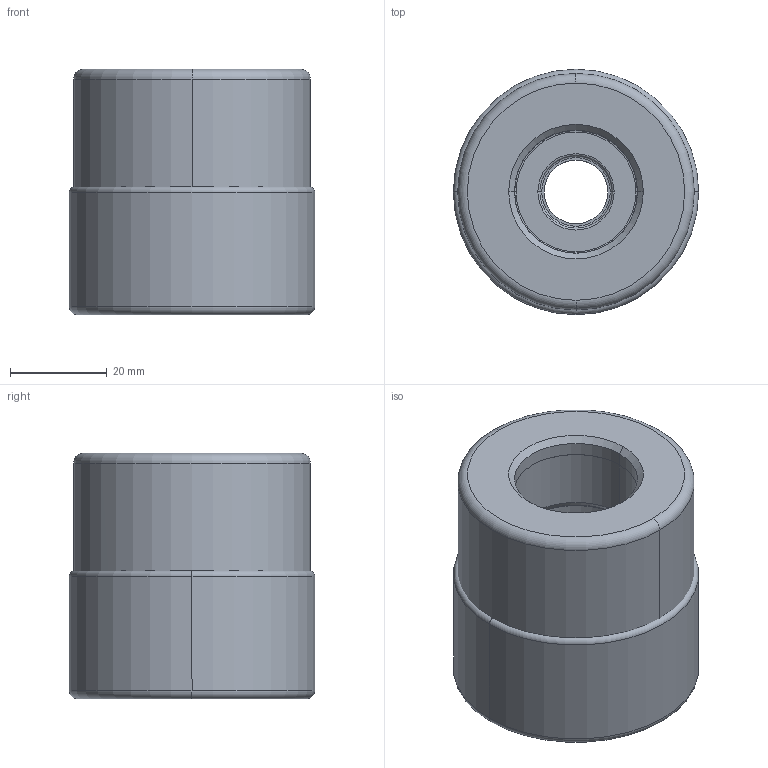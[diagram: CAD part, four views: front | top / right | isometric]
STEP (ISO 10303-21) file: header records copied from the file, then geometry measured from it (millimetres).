
FILE_DESCRIPTION(/* description */ (''),/* implementation_level */ '2;1');
FILE_NAME(/* name */ 'VFX5UR0203CA10_IR0_063.stp',/* time_stamp */ '2021-02-02T08:25:18+09:00',/* author */ (''),/* organization */ (''),/* preprocessor_version */ 'ST-DEVELOPER v16',/* originating_system */ 'SIEMENS PLM Software NX 10.0',/* authorisation */ '');
FILE_SCHEMA (('AUTOMOTIVE_DESIGN { 1 0 10303 214 3 1 1 1 }'));
Length unit declared in the file: millimetre
Products named in the file (1): VFX5UR0203CA10_IR0_063_ASM
Bounding box: 50.8 x 50.8 x 50.8 mm (x, y, z)
Volume: 99041.6 mm3; surface area: 23223.4 mm2
Topology: 2 solids, 2 shells, 65 faces, 170 edges, 125 vertices
Faces by surface type: torus 22, cylinder 18, cone 16, plane 9
Entity records: 2234 total; most frequent: DIRECTION 453, CARTESIAN_POINT 355, ORIENTED_EDGE 324, AXIS2_PLACEMENT_3D 207, EDGE_CURVE 162, CIRCLE 131, VERTEX_POINT 106, EDGE_LOOP 74
